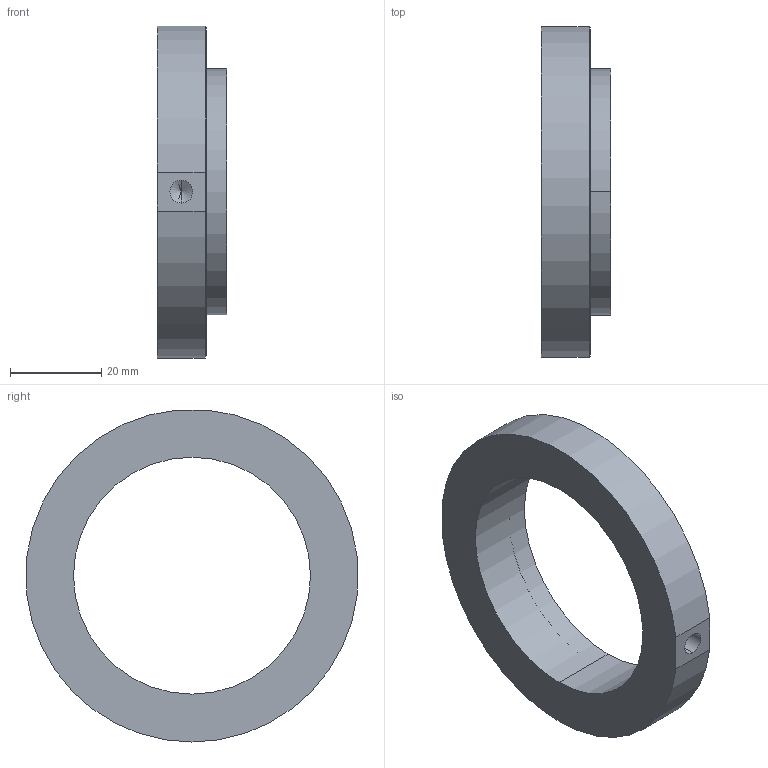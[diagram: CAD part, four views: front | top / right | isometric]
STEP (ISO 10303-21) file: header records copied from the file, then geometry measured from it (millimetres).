
FILE_DESCRIPTION (( 'STEP AP203' ), '1' );
FILE_NAME ('04PLM-1M.STEP', '2016-03-21T00:52:18', ( '' ), ( '' ), 'SwSTEP 2.0', 'SolidWorks 2016', '' );
FILE_SCHEMA (( 'CONFIG_CONTROL_DESIGN' ));
Length unit declared in the file: millimetre
Products named in the file (1): 04PLM-1M
Bounding box: 15.2 x 72.5 x 72.87 mm (x, y, z)
Volume: 22500.7 mm3; surface area: 14117.1 mm2
Topology: 2 solids, 2 shells, 1525 faces, 3770 edges, 2510 vertices
Faces by surface type: plane 1143, bspline 363, cylinder 15, cone 4
Entity records: 68931 total; most frequent: CARTESIAN_POINT 35037, ORIENTED_EDGE 7532, DIRECTION 5396, EDGE_CURVE 3766, VECTOR 3010, LINE 3010, VERTEX_POINT 2510, EDGE_LOOP 1794
